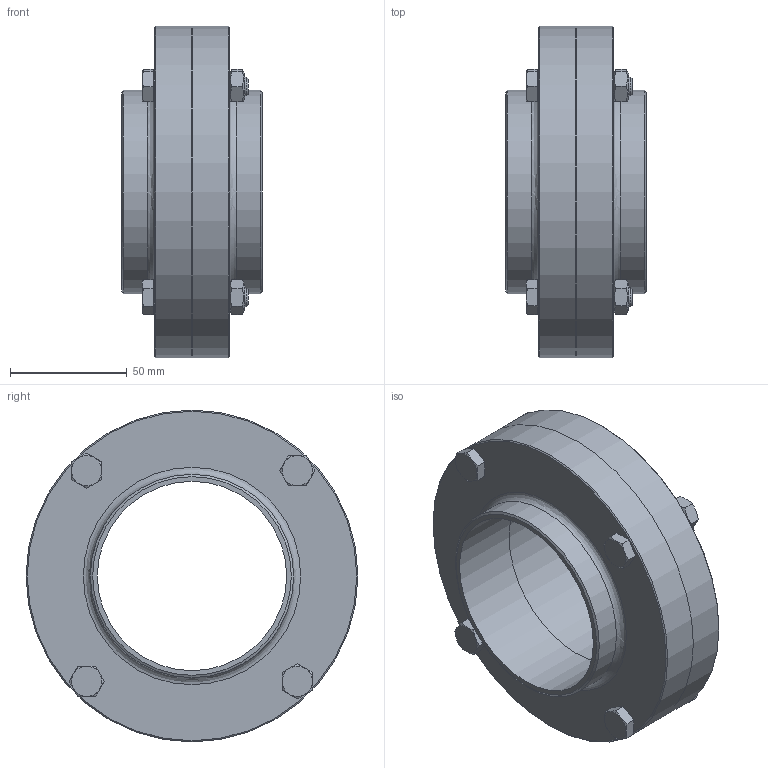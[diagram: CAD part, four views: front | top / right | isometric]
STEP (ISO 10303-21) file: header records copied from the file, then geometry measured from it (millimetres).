
FILE_DESCRIPTION((''),'2;1');
FILE_NAME('14500080X200.stp','2010-08-09T09:39:21',('thilbrands'),(''),'Autodesk Inventor 2008','Autodesk Inventor 2008','');
FILE_SCHEMA(('AUTOMOTIVE_DESIGN { 1 0 10303 214 1 1 1 1 }'));
Length unit declared in the file: millimetre
Products named in the file (6): 145000101200; 145100101-DN80; 11100010-DN80; 145200101-DN80; 28674 M8; DIN 933 - ersetzt durch DIN EN 24017 M8  x 40
Assembly tree (11 placements, depth 2):
  145000101200
    145100101-DN80
    11100010-DN80
    145200101-DN80
    28674 M8  x4
    DIN 933 - ersetzt durch DIN EN 24017 M8  x 40  x4
Bounding box: 60 x 142 x 142 mm (x, y, z)
Volume: 372279.4 mm3; surface area: 96874.2 mm2
Topology: 11 solids, 11 shells, 170 faces, 363 edges, 226 vertices
Faces by surface type: plane 81, cone 52, cylinder 22, bspline 14, torus 1
Full cylindrical faces by diameter (mm): 7.323 x4, 8 x4, 11.4 x4, 81 x2, 85 x2, 87 x2, 94.8 x1, 95 x1, 142 x2
Entity records: 2041 total; most frequent: CARTESIAN_POINT 562, DIRECTION 288, ORIENTED_EDGE 206, AXIS2_PLACEMENT_3D 135, EDGE_LOOP 132, EDGE_CURVE 103, VERTEX_POINT 85, FACE_OUTER_BOUND 68
